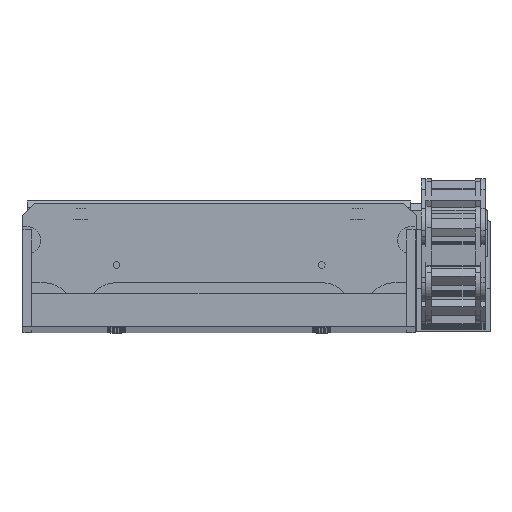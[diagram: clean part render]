
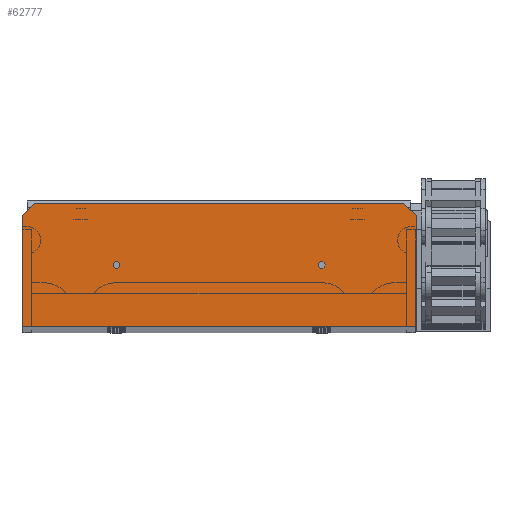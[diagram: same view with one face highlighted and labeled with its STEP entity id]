
A CAD part, top view. The second image highlights one B-rep face of the part: STEP entity #62777.
In plain terms, the highlighted planar face has unit normal (0, 0, 1).
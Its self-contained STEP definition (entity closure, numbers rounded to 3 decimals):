
#640 = EDGE_CURVE ( 'NONE', #25994, #26442, #43231, .T. ) ;
#1332 = CARTESIAN_POINT ( 'NONE',  ( -72., 0.3, 633.95 ) ) ;
#1508 = DIRECTION ( 'NONE',  ( 1., 0., 0. ) ) ;
#2533 = CARTESIAN_POINT ( 'NONE',  ( -37.5, 22.8, 633.95 ) ) ;
#2618 = CARTESIAN_POINT ( 'NONE',  ( -67.5, 45.3, 633.95 ) ) ;
#2837 = EDGE_CURVE ( 'NONE', #56700, #25994, #35056, .T. ) ;
#2904 = VERTEX_POINT ( 'NONE', #31215 ) ;
#3642 = DIRECTION ( 'NONE',  ( 0., 0., 1. ) ) ;
#3877 = DIRECTION ( 'NONE',  ( 1., 0., 0. ) ) ;
#4051 = EDGE_LOOP ( 'NONE', ( #63614, #33484 ) ) ;
#4472 = VECTOR ( 'NONE', #64250, 1000. ) ;
#5834 = DIRECTION ( 'NONE',  ( 1., 0., 0. ) ) ;
#6518 = LINE ( 'NONE', #47943, #4472 ) ;
#7384 = EDGE_CURVE ( 'NONE', #2904, #62912, #11077, .T. ) ;
#7927 = EDGE_LOOP ( 'NONE', ( #26988, #65235, #30948, #15234, #32773, #46868 ) ) ;
#8974 = AXIS2_PLACEMENT_3D ( 'NONE', #2533, #23740, #44955 ) ;
#9096 = CARTESIAN_POINT ( 'NONE',  ( 37.5, 22.8, 633.95 ) ) ;
#11077 = CIRCLE ( 'NONE', #49942, 1.25 ) ;
#11811 = VECTOR ( 'NONE', #5834, 1000. ) ;
#11961 = AXIS2_PLACEMENT_3D ( 'NONE', #62045, #3642, #35293 ) ;
#12044 = EDGE_CURVE ( 'NONE', #22538, #56700, #49621, .T. ) ;
#12320 = VECTOR ( 'NONE', #56256, 1000. ) ;
#12740 = DIRECTION ( 'NONE',  ( 0., 0., 1. ) ) ;
#12756 = DIRECTION ( 'NONE',  ( -1., 0., 0. ) ) ;
#12869 = ORIENTED_EDGE ( 'NONE', *, *, #58522, .F. ) ;
#14298 = EDGE_CURVE ( 'NONE', #18109, #15100, #32644, .T. ) ;
#15100 = VERTEX_POINT ( 'NONE', #61698 ) ;
#15234 = ORIENTED_EDGE ( 'NONE', *, *, #2837, .T. ) ;
#16065 = ORIENTED_EDGE ( 'NONE', *, *, #28669, .F. ) ;
#17163 = AXIS2_PLACEMENT_3D ( 'NONE', #29078, #12740, #23844 ) ;
#18109 = VERTEX_POINT ( 'NONE', #59448 ) ;
#18572 = CARTESIAN_POINT ( 'NONE',  ( -36.25, 22.8, 633.95 ) ) ;
#19713 = EDGE_CURVE ( 'NONE', #15100, #22538, #6518, .T. ) ;
#20837 = CIRCLE ( 'NONE', #26411, 1.25 ) ;
#21531 = CARTESIAN_POINT ( 'NONE',  ( 72., 40.8, 633.95 ) ) ;
#22005 = CARTESIAN_POINT ( 'NONE',  ( -72., 40.8, 633.95 ) ) ;
#22538 = VERTEX_POINT ( 'NONE', #63026 ) ;
#23420 = CIRCLE ( 'NONE', #8974, 1.25 ) ;
#23740 = DIRECTION ( 'NONE',  ( 0., 0., 1. ) ) ;
#23844 = DIRECTION ( 'NONE',  ( 1., 0., 0. ) ) ;
#24069 = CARTESIAN_POINT ( 'NONE',  ( -37.5, 22.8, 633.95 ) ) ;
#25994 = VERTEX_POINT ( 'NONE', #22005 ) ;
#26411 = AXIS2_PLACEMENT_3D ( 'NONE', #24069, #60268, #1508 ) ;
#26442 = VERTEX_POINT ( 'NONE', #1332 ) ;
#26988 = ORIENTED_EDGE ( 'NONE', *, *, #14298, .T. ) ;
#27010 = VERTEX_POINT ( 'NONE', #18572 ) ;
#28422 = EDGE_CURVE ( 'NONE', #62912, #2904, #59707, .T. ) ;
#28669 = EDGE_CURVE ( 'NONE', #27010, #64817, #20837, .T. ) ;
#29078 = CARTESIAN_POINT ( 'NONE',  ( 0., 0., 633.95 ) ) ;
#29404 = FACE_OUTER_BOUND ( 'NONE', #7927, .T. ) ;
#29752 = FACE_BOUND ( 'NONE', #66519, .T. ) ;
#30948 = ORIENTED_EDGE ( 'NONE', *, *, #12044, .T. ) ;
#31215 = CARTESIAN_POINT ( 'NONE',  ( 36.25, 22.8, 633.95 ) ) ;
#31434 = VECTOR ( 'NONE', #64096, 1000. ) ;
#32085 = CARTESIAN_POINT ( 'NONE',  ( -38.75, 22.8, 633.95 ) ) ;
#32644 = LINE ( 'NONE', #21531, #48794 ) ;
#32773 = ORIENTED_EDGE ( 'NONE', *, *, #640, .T. ) ;
#33484 = ORIENTED_EDGE ( 'NONE', *, *, #7384, .F. ) ;
#35056 = LINE ( 'NONE', #35395, #12320 ) ;
#35293 = DIRECTION ( 'NONE',  ( 1., 0., 0. ) ) ;
#35395 = CARTESIAN_POINT ( 'NONE',  ( -72., 40.8, 633.95 ) ) ;
#37838 = LINE ( 'NONE', #68437, #11811 ) ;
#42895 = CARTESIAN_POINT ( 'NONE',  ( -72., 40.8, 633.95 ) ) ;
#43231 = LINE ( 'NONE', #42895, #31434 ) ;
#44955 = DIRECTION ( 'NONE',  ( 1., 0., 0. ) ) ;
#46868 = ORIENTED_EDGE ( 'NONE', *, *, #64346, .T. ) ;
#47943 = CARTESIAN_POINT ( 'NONE',  ( 67.5, 45.3, 633.95 ) ) ;
#48297 = DIRECTION ( 'NONE',  ( 0., 1., 0. ) ) ;
#48794 = VECTOR ( 'NONE', #48297, 1000. ) ;
#49621 = LINE ( 'NONE', #60729, #63022 ) ;
#49942 = AXIS2_PLACEMENT_3D ( 'NONE', #9096, #51535, #3877 ) ;
#50974 = PLANE ( 'NONE',  #17163 ) ;
#51535 = DIRECTION ( 'NONE',  ( 0., 0., 1. ) ) ;
#51660 = CARTESIAN_POINT ( 'NONE',  ( 38.75, 22.8, 633.95 ) ) ;
#56256 = DIRECTION ( 'NONE',  ( -0.707, -0.707, 0. ) ) ;
#56700 = VERTEX_POINT ( 'NONE', #2618 ) ;
#58522 = EDGE_CURVE ( 'NONE', #64817, #27010, #23420, .T. ) ;
#59448 = CARTESIAN_POINT ( 'NONE',  ( 72., 0.3, 633.95 ) ) ;
#59707 = CIRCLE ( 'NONE', #11961, 1.25 ) ;
#60268 = DIRECTION ( 'NONE',  ( 0., 0., 1. ) ) ;
#60729 = CARTESIAN_POINT ( 'NONE',  ( -67.5, 45.3, 633.95 ) ) ;
#61698 = CARTESIAN_POINT ( 'NONE',  ( 72., 40.8, 633.95 ) ) ;
#62045 = CARTESIAN_POINT ( 'NONE',  ( 37.5, 22.8, 633.95 ) ) ;
#62777 = ADVANCED_FACE ( 'NONE', ( #29752, #65587, #29404 ), #50974, .T. ) ;
#62912 = VERTEX_POINT ( 'NONE', #51660 ) ;
#63022 = VECTOR ( 'NONE', #12756, 1000. ) ;
#63026 = CARTESIAN_POINT ( 'NONE',  ( 67.5, 45.3, 633.95 ) ) ;
#63614 = ORIENTED_EDGE ( 'NONE', *, *, #28422, .F. ) ;
#64096 = DIRECTION ( 'NONE',  ( 0., -1., 0. ) ) ;
#64250 = DIRECTION ( 'NONE',  ( -0.707, 0.707, 0. ) ) ;
#64346 = EDGE_CURVE ( 'NONE', #26442, #18109, #37838, .T. ) ;
#64817 = VERTEX_POINT ( 'NONE', #32085 ) ;
#65235 = ORIENTED_EDGE ( 'NONE', *, *, #19713, .T. ) ;
#65587 = FACE_BOUND ( 'NONE', #4051, .T. ) ;
#66519 = EDGE_LOOP ( 'NONE', ( #16065, #12869 ) ) ;
#68437 = CARTESIAN_POINT ( 'NONE',  ( -72., 0.3, 633.95 ) ) ;
